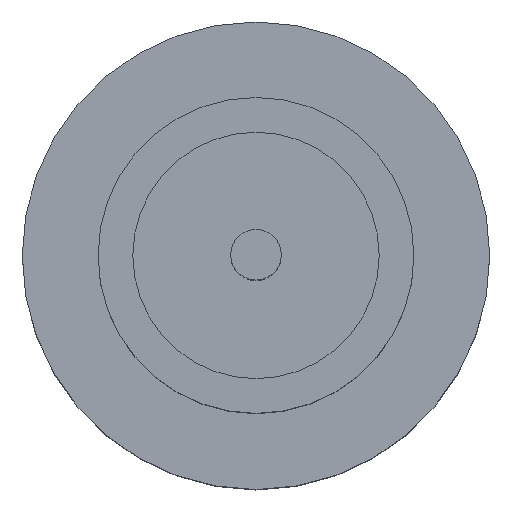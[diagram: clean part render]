
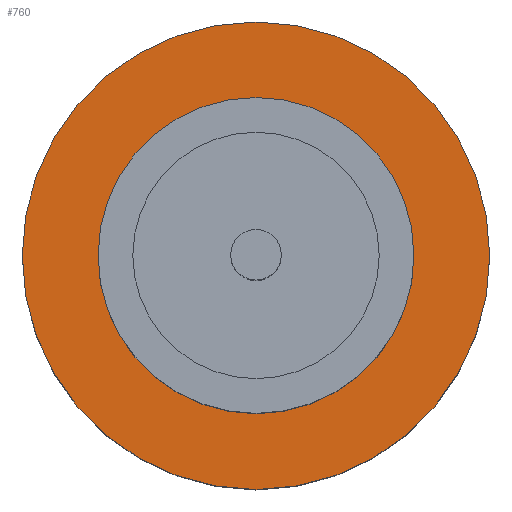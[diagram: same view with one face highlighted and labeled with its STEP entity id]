
A CAD part, top view. The second image highlights one B-rep face of the part: STEP entity #760.
In plain terms, the highlighted planar face has unit normal (0, 0, 1).
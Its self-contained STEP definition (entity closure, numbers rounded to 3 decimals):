
#38 = CIRCLE ( 'NONE', #299, 1.25 ) ;
#40 = CARTESIAN_POINT ( 'NONE',  ( 0., 0., 1.55 ) ) ;
#56 = DIRECTION ( 'NONE',  ( 0., 0., 1. ) ) ;
#75 = EDGE_CURVE ( 'NONE', #137, #579, #717, .T. ) ;
#137 = VERTEX_POINT ( 'NONE', #232 ) ;
#139 = DIRECTION ( 'NONE',  ( 0., 0., 1. ) ) ;
#160 = EDGE_CURVE ( 'NONE', #520, #507, #794, .T. ) ;
#196 = DIRECTION ( 'NONE',  ( 0., 0., 1. ) ) ;
#198 = FACE_OUTER_BOUND ( 'NONE', #491, .T. ) ;
#232 = CARTESIAN_POINT ( 'NONE',  ( -1.85, 0., 1.55 ) ) ;
#235 = CARTESIAN_POINT ( 'NONE',  ( 0., 0., 1.55 ) ) ;
#238 = DIRECTION ( 'NONE',  ( 0., 0., 1. ) ) ;
#242 = PLANE ( 'NONE',  #811 ) ;
#267 = CARTESIAN_POINT ( 'NONE',  ( 0., 0., 1.55 ) ) ;
#299 = AXIS2_PLACEMENT_3D ( 'NONE', #267, #139, #779 ) ;
#302 = ORIENTED_EDGE ( 'NONE', *, *, #397, .T. ) ;
#325 = DIRECTION ( 'NONE',  ( 1., 0., 0. ) ) ;
#348 = CARTESIAN_POINT ( 'NONE',  ( 1.85, 0., 1.55 ) ) ;
#376 = DIRECTION ( 'NONE',  ( 1., 0., 0. ) ) ;
#391 = CARTESIAN_POINT ( 'NONE',  ( -1.25, 0., 1.55 ) ) ;
#397 = EDGE_CURVE ( 'NONE', #579, #137, #784, .T. ) ;
#416 = ORIENTED_EDGE ( 'NONE', *, *, #75, .T. ) ;
#435 = CARTESIAN_POINT ( 'NONE',  ( 0., 0., 1.55 ) ) ;
#446 = CARTESIAN_POINT ( 'NONE',  ( 1.25, 0., 1.55 ) ) ;
#448 = DIRECTION ( 'NONE',  ( 1., 0., 0. ) ) ;
#450 = DIRECTION ( 'NONE',  ( 1., 0., 0. ) ) ;
#473 = ORIENTED_EDGE ( 'NONE', *, *, #512, .F. ) ;
#478 = AXIS2_PLACEMENT_3D ( 'NONE', #435, #238, #448 ) ;
#491 = EDGE_LOOP ( 'NONE', ( #416, #302 ) ) ;
#493 = AXIS2_PLACEMENT_3D ( 'NONE', #547, #196, #376 ) ;
#507 = VERTEX_POINT ( 'NONE', #446 ) ;
#512 = EDGE_CURVE ( 'NONE', #507, #520, #38, .T. ) ;
#520 = VERTEX_POINT ( 'NONE', #391 ) ;
#530 = EDGE_LOOP ( 'NONE', ( #473, #674 ) ) ;
#547 = CARTESIAN_POINT ( 'NONE',  ( 0., 0., 1.55 ) ) ;
#579 = VERTEX_POINT ( 'NONE', #348 ) ;
#652 = AXIS2_PLACEMENT_3D ( 'NONE', #235, #56, #325 ) ;
#674 = ORIENTED_EDGE ( 'NONE', *, *, #160, .F. ) ;
#700 = DIRECTION ( 'NONE',  ( 0., 0., 1. ) ) ;
#717 = CIRCLE ( 'NONE', #478, 1.85 ) ;
#720 = FACE_BOUND ( 'NONE', #530, .T. ) ;
#760 = ADVANCED_FACE ( 'NONE', ( #720, #198 ), #242, .T. ) ;
#779 = DIRECTION ( 'NONE',  ( 1., 0., 0. ) ) ;
#784 = CIRCLE ( 'NONE', #493, 1.85 ) ;
#794 = CIRCLE ( 'NONE', #652, 1.25 ) ;
#811 = AXIS2_PLACEMENT_3D ( 'NONE', #40, #700, #450 ) ;
